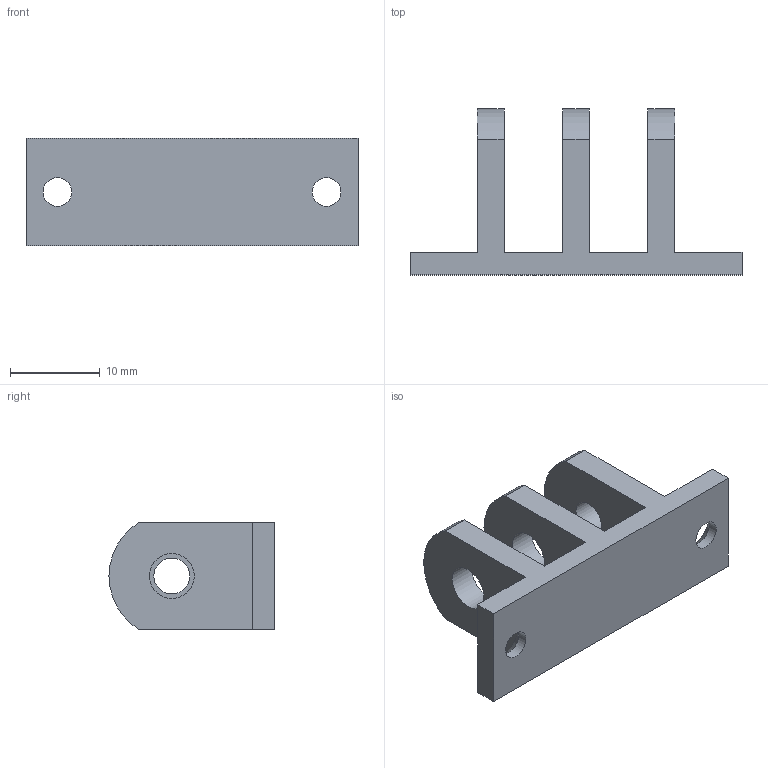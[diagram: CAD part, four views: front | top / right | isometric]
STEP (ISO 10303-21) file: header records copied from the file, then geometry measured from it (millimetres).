
FILE_DESCRIPTION(/* description */ (''),/* implementation_level */ '2;1');
FILE_NAME(/* name */ 'Support Payload v9.step',/* time_stamp */ '2018-07-18T10:24:07+02:00',/* author */ ('maxime.dubernardVDA7Y'),/* organization */ (''),/* preprocessor_version */ 'ST-DEVELOPER v17',/* originating_system */ 'Autodesk Translation Framework v7.1.0.215',/* authorisation */ '');
FILE_SCHEMA (('AUTOMOTIVE_DESIGN { 1 0 10303 214 3 1 1 }'));
Length unit declared in the file: millimetre
Products named in the file (1): Support Payload
Bounding box: 37 x 18.5 x 12 mm (x, y, z)
Volume: 2509.6 mm3; surface area: 2497.2 mm2
Topology: 1 solids, 1 shells, 25 faces, 67 edges, 44 vertices
Faces by surface type: plane 15, cylinder 8, cone 2
Full cylindrical faces by diameter (mm): 3.2 x2, 4 x1, 5 x2
Entity records: 835 total; most frequent: DIRECTION 137, CARTESIAN_POINT 137, ORIENTED_EDGE 134, EDGE_CURVE 67, LINE 49, VECTOR 49, VERTEX_POINT 44, AXIS2_PLACEMENT_3D 44
